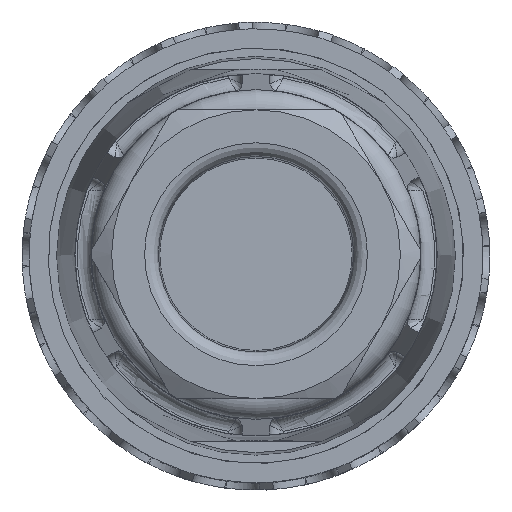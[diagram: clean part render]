
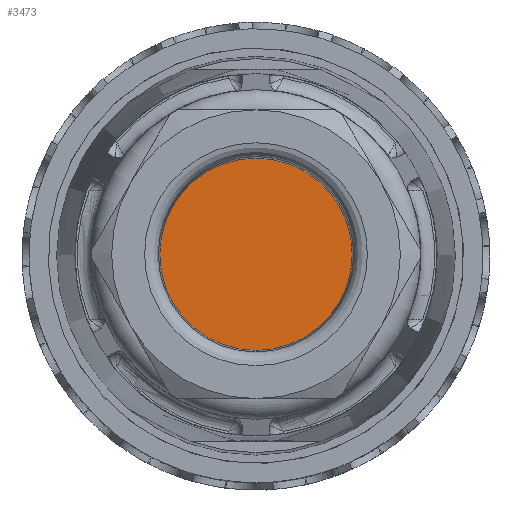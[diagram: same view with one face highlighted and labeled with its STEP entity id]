
A CAD part, top view. The second image highlights one B-rep face of the part: STEP entity #3473.
In plain terms, the highlighted planar face has unit normal (0, 0, 1).
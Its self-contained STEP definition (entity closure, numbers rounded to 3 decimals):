
#131=PLANE('',#11076);
#2280=FACE_OUTER_BOUND('',#4291,.T.);
#3473=ADVANCED_FACE('',(#2280),#131,.F.);
#4291=EDGE_LOOP('',(#5125));
#5125=ORIENTED_EDGE('',*,*,#9185,.T.);
#8160=VERTEX_POINT('',#14357);
#9185=EDGE_CURVE('',#8160,#8160,#10768,.T.);
#10768=CIRCLE('',#11042,6.998);
#11042=AXIS2_PLACEMENT_3D('',#14356,#11874,#11875);
#11076=AXIS2_PLACEMENT_3D('',#14823,#11954,#11955);
#11874=DIRECTION('',(0.,0.,1.));
#11875=DIRECTION('',(-1.,0.,0.));
#11954=DIRECTION('',(0.,0.,-1.));
#11955=DIRECTION('',(-1.,0.,0.));
#14356=CARTESIAN_POINT('',(-9.39,33.917,76.3));
#14357=CARTESIAN_POINT('',(-16.388,33.917,76.3));
#14823=CARTESIAN_POINT('',(-9.39,33.917,76.3));
